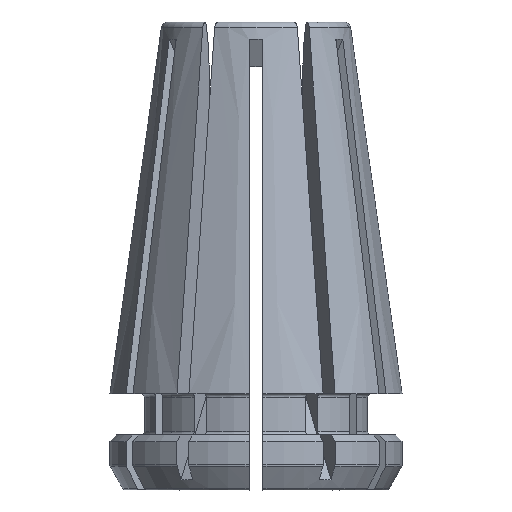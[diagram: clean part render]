
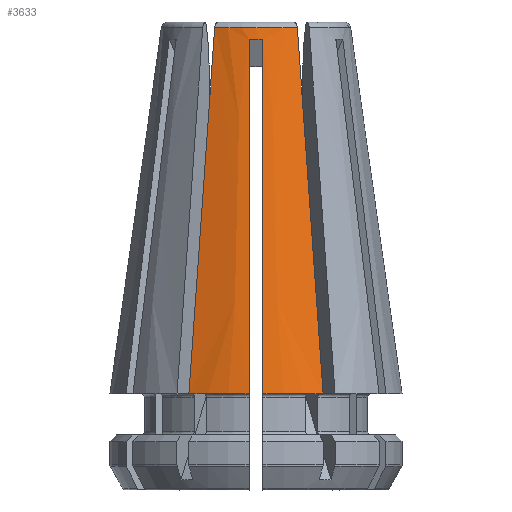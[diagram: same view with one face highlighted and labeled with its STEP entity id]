
A CAD part, left-side view. The second image highlights one B-rep face of the part: STEP entity #3633.
In plain terms, the highlighted conical face has half-angle 8 degrees and reference radius 4.25 mm.
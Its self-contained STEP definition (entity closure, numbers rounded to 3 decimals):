
#38=CONICAL_SURFACE('',#4052,4.25,0.14);
#48=ELLIPSE('',#3733,8.168,3.68);
#151=B_SPLINE_CURVE_WITH_KNOTS('',3,(#5553,#5554,#5555,#5556,#5557,#5558,
#5559,#5560,#5561,#5562),.UNSPECIFIED.,.F.,.F.,(4,3,3,4),(0.012,
0.013,0.018,0.023),.UNSPECIFIED.);
#231=B_SPLINE_CURVE_WITH_KNOTS('',3,(#6695,#6696,#6697,#6698,#6699,#6700,
#6701,#6702,#6703,#6704),.UNSPECIFIED.,.F.,.F.,(4,3,3,4),(0.012,
0.013,0.018,0.023),.UNSPECIFIED.);
#232=B_SPLINE_CURVE_WITH_KNOTS('',3,(#6705,#6706,#6707,#6708,#6709,#6710,
#6711),.UNSPECIFIED.,.F.,.F.,(4,3,4),(0.,0.007,
0.011),.UNSPECIFIED.);
#233=B_SPLINE_CURVE_WITH_KNOTS('',3,(#6712,#6713,#6714,#6715,#6716,#6717,
#6718),.UNSPECIFIED.,.F.,.F.,(4,3,4),(0.,0.007,
0.011),.UNSPECIFIED.);
#378=CIRCLE('',#3825,4.25);
#386=CIRCLE('',#3836,4.25);
#410=CIRCLE('',#3872,2.756);
#1350=ORIENTED_EDGE('',*,*,#2181,.F.);
#1351=ORIENTED_EDGE('',*,*,#1780,.T.);
#1352=ORIENTED_EDGE('',*,*,#1777,.T.);
#1353=ORIENTED_EDGE('',*,*,#1942,.T.);
#1354=ORIENTED_EDGE('',*,*,#2182,.T.);
#1355=ORIENTED_EDGE('',*,*,#1991,.F.);
#1356=ORIENTED_EDGE('',*,*,#2183,.F.);
#1357=ORIENTED_EDGE('',*,*,#1954,.T.);
#1777=EDGE_CURVE('',#2319,#2333,#151,.T.);
#1780=EDGE_CURVE('',#2335,#2319,#48,.T.);
#1942=EDGE_CURVE('',#2333,#2470,#378,.T.);
#1954=EDGE_CURVE('',#2482,#2480,#386,.T.);
#1991=EDGE_CURVE('',#2504,#2505,#410,.T.);
#2181=EDGE_CURVE('',#2335,#2480,#231,.T.);
#2182=EDGE_CURVE('',#2470,#2505,#232,.T.);
#2183=EDGE_CURVE('',#2482,#2504,#233,.T.);
#2319=VERTEX_POINT('',#5497);
#2333=VERTEX_POINT('',#5552);
#2335=VERTEX_POINT('',#5566);
#2470=VERTEX_POINT('',#6053);
#2480=VERTEX_POINT('',#6077);
#2482=VERTEX_POINT('',#6080);
#2504=VERTEX_POINT('',#6189);
#2505=VERTEX_POINT('',#6191);
#3183=EDGE_LOOP('',(#1350,#1351,#1352,#1353,#1354,#1355,#1356,#1357));
#3375=FACE_BOUND('',#3183,.T.);
#3633=ADVANCED_FACE('',(#3375),#38,.T.);
#3733=AXIS2_PLACEMENT_3D('',#5571,#4274,#4275);
#3825=AXIS2_PLACEMENT_3D('',#6052,#4526,#4527);
#3836=AXIS2_PLACEMENT_3D('',#6079,#4552,#4553);
#3872=AXIS2_PLACEMENT_3D('',#6190,#4629,#4630);
#4052=AXIS2_PLACEMENT_3D('',#6694,#5057,#5058);
#4274=DIRECTION('',(0.884,0.,0.467));
#4275=DIRECTION('',(0.467,0.,-0.884));
#4526=DIRECTION('',(0.,0.,1.));
#4527=DIRECTION('',(1.,0.,0.));
#4552=DIRECTION('',(0.,0.,1.));
#4553=DIRECTION('',(1.,0.,0.));
#4629=DIRECTION('',(0.,0.,1.));
#4630=DIRECTION('',(1.,0.,0.));
#5057=DIRECTION('',(0.,0.,-1.));
#5058=DIRECTION('',(-1.,0.,0.));
#5497=CARTESIAN_POINT('',(-2.797,-0.2,13.089));
#5552=CARTESIAN_POINT('',(-4.245,-0.2,2.8));
#5553=CARTESIAN_POINT('',(-2.797,-0.2,13.089));
#5554=CARTESIAN_POINT('',(-2.815,-0.2,12.957));
#5555=CARTESIAN_POINT('',(-2.834,-0.2,12.825));
#5556=CARTESIAN_POINT('',(-2.853,-0.2,12.693));
#5557=CARTESIAN_POINT('',(-3.086,-0.2,11.036));
#5558=CARTESIAN_POINT('',(-3.319,-0.2,9.378));
#5559=CARTESIAN_POINT('',(-3.553,-0.2,7.721));
#5560=CARTESIAN_POINT('',(-3.784,-0.2,6.081));
#5561=CARTESIAN_POINT('',(-4.014,-0.2,4.44));
#5562=CARTESIAN_POINT('',(-4.245,-0.2,2.8));
#5566=CARTESIAN_POINT('',(-2.797,0.2,13.089));
#5571=CARTESIAN_POINT('',(1.015,0.,5.879));
#6052=CARTESIAN_POINT('',(0.,0.,2.8));
#6053=CARTESIAN_POINT('',(-3.777,-1.949,2.8));
#6077=CARTESIAN_POINT('',(-4.245,0.2,2.8));
#6079=CARTESIAN_POINT('',(0.,0.,2.8));
#6080=CARTESIAN_POINT('',(-3.777,1.949,2.8));
#6189=CARTESIAN_POINT('',(-2.481,1.201,13.429));
#6190=CARTESIAN_POINT('',(0.,0.,13.429));
#6191=CARTESIAN_POINT('',(-2.481,-1.201,13.429));
#6694=CARTESIAN_POINT('',(0.,0.,2.8));
#6695=CARTESIAN_POINT('',(-2.797,0.2,13.089));
#6696=CARTESIAN_POINT('',(-2.815,0.2,12.957));
#6697=CARTESIAN_POINT('',(-2.834,0.2,12.825));
#6698=CARTESIAN_POINT('',(-2.853,0.2,12.693));
#6699=CARTESIAN_POINT('',(-3.086,0.2,11.036));
#6700=CARTESIAN_POINT('',(-3.319,0.2,9.378));
#6701=CARTESIAN_POINT('',(-3.553,0.2,7.721));
#6702=CARTESIAN_POINT('',(-3.784,0.2,6.081));
#6703=CARTESIAN_POINT('',(-4.014,0.2,4.44));
#6704=CARTESIAN_POINT('',(-4.245,0.2,2.8));
#6705=CARTESIAN_POINT('',(-3.777,-1.949,2.8));
#6706=CARTESIAN_POINT('',(-3.476,-1.776,5.263));
#6707=CARTESIAN_POINT('',(-3.176,-1.603,7.726));
#6708=CARTESIAN_POINT('',(-2.876,-1.429,10.189));
#6709=CARTESIAN_POINT('',(-2.744,-1.353,11.269));
#6710=CARTESIAN_POINT('',(-2.612,-1.277,12.349));
#6711=CARTESIAN_POINT('',(-2.481,-1.201,13.429));
#6712=CARTESIAN_POINT('',(-3.777,1.949,2.8));
#6713=CARTESIAN_POINT('',(-3.476,1.776,5.263));
#6714=CARTESIAN_POINT('',(-3.176,1.603,7.726));
#6715=CARTESIAN_POINT('',(-2.876,1.429,10.189));
#6716=CARTESIAN_POINT('',(-2.744,1.353,11.269));
#6717=CARTESIAN_POINT('',(-2.612,1.277,12.349));
#6718=CARTESIAN_POINT('',(-2.481,1.201,13.429));
